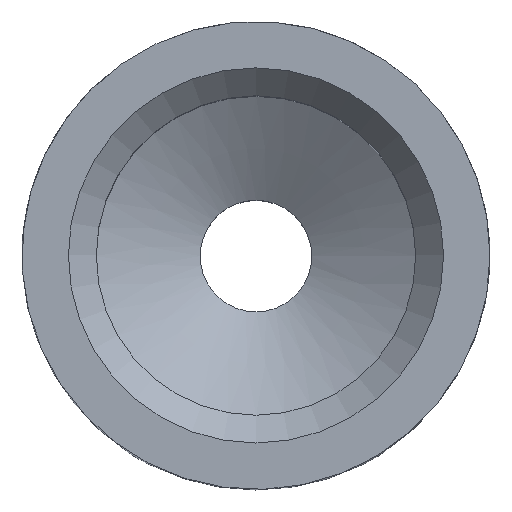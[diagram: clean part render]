
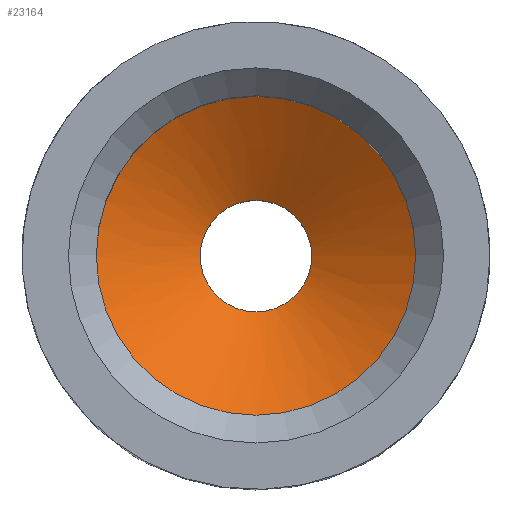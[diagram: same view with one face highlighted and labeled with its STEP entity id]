
A CAD part, top view. The second image highlights one B-rep face of the part: STEP entity #23164.
In plain terms, the highlighted free-form (B-spline) face has degree [1, 2] with [2, 9] control points.
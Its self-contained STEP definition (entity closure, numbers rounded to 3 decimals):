
#22967=CARTESIAN_POINT('',(5.723,0.0,10.0));
#22968=VERTEX_POINT('',#22967);
#22969=CARTESIAN_POINT('',(0.,0.0,10.0));
#22970=DIRECTION('',(0.0,0.0,1.0));
#22971=DIRECTION('',(1.0,0.0,0.0));
#22972=AXIS2_PLACEMENT_3D('',#22969,#22970,#22971);
#22973=CIRCLE('',#22972,5.723);
#22974=EDGE_CURVE('',#22968,#22968,#22973,.T.);
#23124=CARTESIAN_POINT('',(-5.722,0.,10.0));
#23125=CARTESIAN_POINT('',(-2.,0.,7.763));
#23126=CARTESIAN_POINT('',(-5.722,-5.723,10.0));
#23127=CARTESIAN_POINT('',(-2.,-2.,7.763));
#23128=CARTESIAN_POINT('',(0.,-5.723,10.0));
#23129=CARTESIAN_POINT('',(0.,-2.,7.763));
#23130=CARTESIAN_POINT('',(5.723,-5.722,10.0));
#23131=CARTESIAN_POINT('',(2.,-2.,7.763));
#23132=CARTESIAN_POINT('',(5.723,0.,10.0));
#23133=CARTESIAN_POINT('',(2.,0.,7.763));
#23134=CARTESIAN_POINT('',(5.723,5.723,10.0));
#23135=CARTESIAN_POINT('',(2.,2.,7.763));
#23136=CARTESIAN_POINT('',(0.,5.723,10.0));
#23137=CARTESIAN_POINT('',(0.,2.,7.763));
#23138=CARTESIAN_POINT('',(-5.722,5.722,10.0));
#23139=CARTESIAN_POINT('',(-2.,2.,7.763));
#23140=CARTESIAN_POINT('',(-5.722,0.,10.0));
#23141=CARTESIAN_POINT('',(-2.,0.,7.763));
#23149=(BOUNDED_SURFACE()B_SPLINE_SURFACE(1,2,((#23124,#23126,#23128,#23130,#23132,#23134,#23136,#23138,#23140),(#23125,#23127,#23129,#23131,#23133,#23135,#23137,#23139,#23141)),.UNSPECIFIED.,.F.,.T.,.U.)B_SPLINE_SURFACE_WITH_KNOTS((2,2),(3,2,2,2,3),(-1.167,0.351),(0.0,4.494,8.989,13.483,17.978),.UNSPECIFIED.)GEOMETRIC_REPRESENTATION_ITEM()RATIONAL_B_SPLINE_SURFACE(((1.0,0.707,1.0,0.707,1.0,0.707,1.0,0.707,1.0),(1.0,0.707,1.0,0.707,1.0,0.707,1.0,0.707,1.0)))REPRESENTATION_ITEM('')SURFACE());
#23150=CARTESIAN_POINT('',(2.,0.,7.763));
#23151=VERTEX_POINT('',#23150);
#23152=CARTESIAN_POINT('',(0.,0.0,7.763));
#23153=DIRECTION('',(0.0,0.0,1.0));
#23154=DIRECTION('',(-1.0,0.0,0.0));
#23155=AXIS2_PLACEMENT_3D('',#23152,#23153,#23154);
#23156=CIRCLE('',#23155,2.0);
#23157=EDGE_CURVE('',#23151,#23151,#23156,.T.);
#23158=ORIENTED_EDGE('',*,*,#23157,.F.);
#23159=EDGE_LOOP('',(#23158));
#23160=FACE_OUTER_BOUND('',#23159,.T.);
#23161=ORIENTED_EDGE('',*,*,#22974,.T.);
#23162=EDGE_LOOP('',(#23161));
#23163=FACE_BOUND('',#23162,.T.);
#23164=ADVANCED_FACE('',(#23160,#23163),#23149,.F.);
